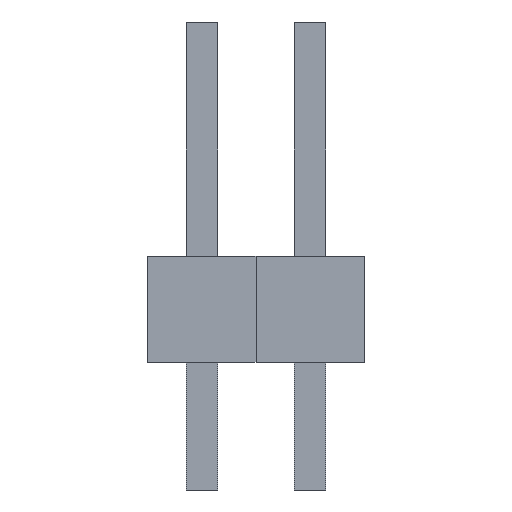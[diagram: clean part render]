
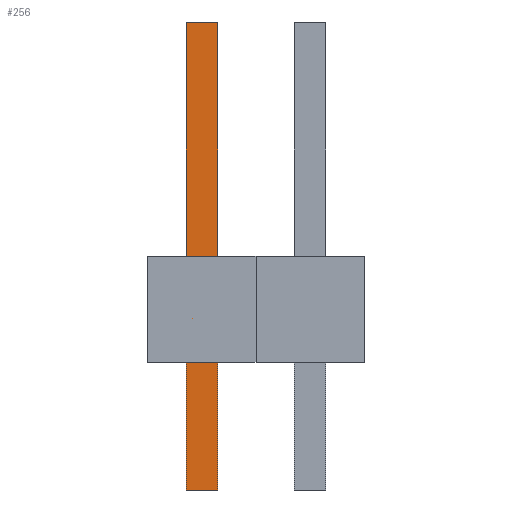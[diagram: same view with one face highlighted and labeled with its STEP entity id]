
A CAD part, front view. The second image highlights one B-rep face of the part: STEP entity #256.
In plain terms, the highlighted planar face has unit normal (0, -1, 0).
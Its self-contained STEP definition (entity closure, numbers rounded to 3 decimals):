
#13=DIRECTION('',(0.,0.,1.));
#14=DIRECTION('',(1.,0.,0.));
#97=VECTOR('',#13,1.);
#104=DIRECTION('',(0.,1.,0.));
#146=VECTOR('',#14,1.);
#210=EDGE_CURVE('',#211,#213,#215,.T.);
#211=VERTEX_POINT('',#212);
#212=CARTESIAN_POINT('',(-0.371,-0.371,-3.));
#213=VERTEX_POINT('',#214);
#214=CARTESIAN_POINT('',(-0.371,-0.371,8.));
#215=LINE('',#212,#97);
#234=ORIENTED_EDGE('',*,*,#235,.F.);
#235=EDGE_CURVE('',#236,#238,#240,.T.);
#236=VERTEX_POINT('',#237);
#237=CARTESIAN_POINT('',(0.371,-0.371,-3.));
#238=VERTEX_POINT('',#239);
#239=CARTESIAN_POINT('',(0.371,-0.371,8.));
#240=LINE('',#237,#97);
#256=ADVANCED_FACE('',(#257),#266,.F.);
#257=FACE_BOUND('',#258,.F.);
#258=EDGE_LOOP('',(#259,#262,#263,#234));
#259=ORIENTED_EDGE('',*,*,#260,.F.);
#260=EDGE_CURVE('',#211,#236,#261,.T.);
#261=LINE('',#212,#146);
#262=ORIENTED_EDGE('',*,*,#210,.T.);
#263=ORIENTED_EDGE('',*,*,#264,.T.);
#264=EDGE_CURVE('',#213,#238,#265,.T.);
#265=LINE('',#214,#146);
#266=PLANE('',#267);
#267=AXIS2_PLACEMENT_3D('',#212,#104,#13);
